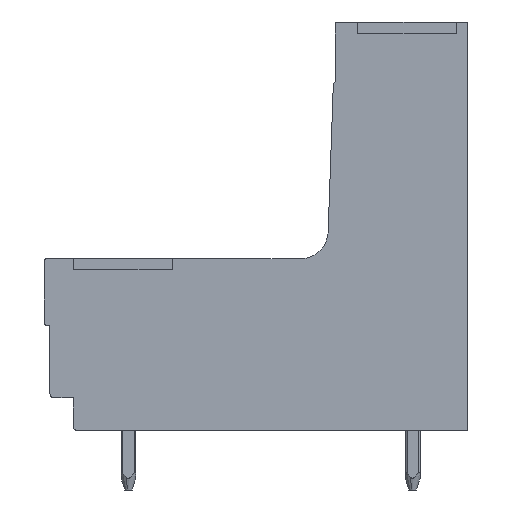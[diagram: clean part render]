
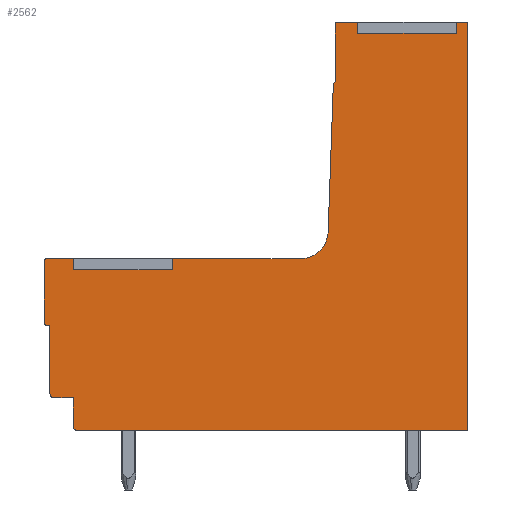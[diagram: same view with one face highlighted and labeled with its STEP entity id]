
A CAD part, left-side view. The second image highlights one B-rep face of the part: STEP entity #2562.
In plain terms, the highlighted planar face has unit normal (-1, 0, 0).
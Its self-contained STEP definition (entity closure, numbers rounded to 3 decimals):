
#2405=AXIS2_PLACEMENT_3D('Plane Axis2P3D',#2402,#2403,#2404) ;
#2416=AXIS2_PLACEMENT_3D('Circle Axis2P3D',#2414,#2415,$) ;
#2430=AXIS2_PLACEMENT_3D('Circle Axis2P3D',#2428,#2429,$) ;
#2444=AXIS2_PLACEMENT_3D('Circle Axis2P3D',#2442,#2443,$) ;
#2463=AXIS2_PLACEMENT_3D('Circle Axis2P3D',#2461,#2462,$) ;
#2477=AXIS2_PLACEMENT_3D('Circle Axis2P3D',#2475,#2476,$) ;
#2498=AXIS2_PLACEMENT_3D('Circle Axis2P3D',#2496,#2497,$) ;
#2519=AXIS2_PLACEMENT_3D('Circle Axis2P3D',#2517,#2518,$) ;
#36=CARTESIAN_POINT('Line Origine',(0.3,5.9,24.8)) ;
#40=CARTESIAN_POINT('Vertex',(0.3,5.9,25.1)) ;
#42=CARTESIAN_POINT('Vertex',(0.3,5.9,24.5)) ;
#76=CARTESIAN_POINT('Line Origine',(0.3,3.25,24.5)) ;
#80=CARTESIAN_POINT('Vertex',(0.3,0.6,24.5)) ;
#135=CARTESIAN_POINT('Vertex',(0.3,0.6,25.1)) ;
#155=CARTESIAN_POINT('Line Origine',(0.3,0.6,24.8)) ;
#172=CARTESIAN_POINT('Line Origine',(0.3,21.14,12.1)) ;
#176=CARTESIAN_POINT('Vertex',(0.3,21.14,12.4)) ;
#178=CARTESIAN_POINT('Vertex',(0.3,21.14,11.8)) ;
#212=CARTESIAN_POINT('Line Origine',(0.3,18.49,11.8)) ;
#216=CARTESIAN_POINT('Vertex',(0.3,15.84,11.8)) ;
#266=CARTESIAN_POINT('Vertex',(0.3,15.84,12.4)) ;
#286=CARTESIAN_POINT('Line Origine',(0.3,15.84,12.1)) ;
#356=CARTESIAN_POINT('Vertex',(0.3,0.,3.2)) ;
#359=CARTESIAN_POINT('Line Origine',(0.3,10.47,3.2)) ;
#363=CARTESIAN_POINT('Vertex',(0.3,20.94,3.2)) ;
#2402=CARTESIAN_POINT('Axis2P3D Location',(0.3,0.,0.)) ;
#2407=CARTESIAN_POINT('Line Origine',(0.3,6.45,25.1)) ;
#2411=CARTESIAN_POINT('Vertex',(0.3,7.,25.1)) ;
#2414=CARTESIAN_POINT('Axis2P3D Location',(0.3,7.,25.)) ;
#2418=CARTESIAN_POINT('Vertex',(0.3,7.1,25.)) ;
#2421=CARTESIAN_POINT('Line Origine',(0.3,7.1,23.45)) ;
#2425=CARTESIAN_POINT('Vertex',(0.3,7.1,21.9)) ;
#2428=CARTESIAN_POINT('Axis2P3D Location',(0.3,6.952,21.694)) ;
#2432=CARTESIAN_POINT('Vertex',(0.3,7.206,21.705)) ;
#2435=CARTESIAN_POINT('Line Origine',(0.3,7.343,17.776)) ;
#2439=CARTESIAN_POINT('Vertex',(0.3,7.48,13.848)) ;
#2442=CARTESIAN_POINT('Axis2P3D Location',(0.3,8.979,13.9)) ;
#2446=CARTESIAN_POINT('Vertex',(0.3,8.979,12.4)) ;
#2449=CARTESIAN_POINT('Line Origine',(0.3,12.41,12.4)) ;
#2454=CARTESIAN_POINT('Line Origine',(0.3,21.87,12.4)) ;
#2458=CARTESIAN_POINT('Vertex',(0.3,22.6,12.4)) ;
#2461=CARTESIAN_POINT('Axis2P3D Location',(0.3,22.6,12.3)) ;
#2465=CARTESIAN_POINT('Vertex',(0.3,22.7,12.3)) ;
#2468=CARTESIAN_POINT('Line Origine',(0.3,22.7,10.65)) ;
#2472=CARTESIAN_POINT('Vertex',(0.3,22.7,9.)) ;
#2475=CARTESIAN_POINT('Axis2P3D Location',(0.3,22.5,9.)) ;
#2479=CARTESIAN_POINT('Vertex',(0.3,22.5,8.8)) ;
#2482=CARTESIAN_POINT('Line Origine',(0.3,22.45,8.8)) ;
#2486=CARTESIAN_POINT('Vertex',(0.3,22.4,8.8)) ;
#2489=CARTESIAN_POINT('Line Origine',(0.3,22.4,6.975)) ;
#2493=CARTESIAN_POINT('Vertex',(0.3,22.4,5.15)) ;
#2496=CARTESIAN_POINT('Axis2P3D Location',(0.3,22.2,5.15)) ;
#2500=CARTESIAN_POINT('Vertex',(0.3,22.2,4.95)) ;
#2503=CARTESIAN_POINT('Line Origine',(0.3,21.67,4.95)) ;
#2507=CARTESIAN_POINT('Vertex',(0.3,21.14,4.95)) ;
#2510=CARTESIAN_POINT('Line Origine',(0.3,21.14,4.175)) ;
#2514=CARTESIAN_POINT('Vertex',(0.3,21.14,3.4)) ;
#2517=CARTESIAN_POINT('Axis2P3D Location',(0.3,20.94,3.4)) ;
#2522=CARTESIAN_POINT('Line Origine',(0.3,0.,14.15)) ;
#2526=CARTESIAN_POINT('Vertex',(0.3,0.,25.1)) ;
#2529=CARTESIAN_POINT('Line Origine',(0.3,0.3,25.1)) ;
#37=DIRECTION('Vector Direction',(0.,0.,1.)) ;
#77=DIRECTION('Vector Direction',(0.,1.,0.)) ;
#156=DIRECTION('Vector Direction',(0.,0.,-1.)) ;
#173=DIRECTION('Vector Direction',(0.,0.,1.)) ;
#213=DIRECTION('Vector Direction',(0.,1.,0.)) ;
#287=DIRECTION('Vector Direction',(0.,0.,-1.)) ;
#360=DIRECTION('Vector Direction',(0.,1.,0.)) ;
#2403=DIRECTION('Axis2P3D Direction',(-1.,0.,0.)) ;
#2404=DIRECTION('Axis2P3D XDirection',(0.,0.,1.)) ;
#2408=DIRECTION('Vector Direction',(0.,-1.,0.)) ;
#2415=DIRECTION('Axis2P3D Direction',(-1.,0.,0.)) ;
#2422=DIRECTION('Vector Direction',(0.,0.,1.)) ;
#2429=DIRECTION('Axis2P3D Direction',(-1.,0.,0.)) ;
#2436=DIRECTION('Vector Direction',(0.,-0.035,0.999)) ;
#2443=DIRECTION('Axis2P3D Direction',(-1.,0.,0.)) ;
#2450=DIRECTION('Vector Direction',(0.,-1.,0.)) ;
#2455=DIRECTION('Vector Direction',(0.,-1.,0.)) ;
#2462=DIRECTION('Axis2P3D Direction',(-1.,0.,0.)) ;
#2469=DIRECTION('Vector Direction',(0.,0.,1.)) ;
#2476=DIRECTION('Axis2P3D Direction',(-1.,0.,0.)) ;
#2483=DIRECTION('Vector Direction',(0.,1.,0.)) ;
#2490=DIRECTION('Vector Direction',(0.,0.,1.)) ;
#2497=DIRECTION('Axis2P3D Direction',(-1.,0.,0.)) ;
#2504=DIRECTION('Vector Direction',(0.,1.,0.)) ;
#2511=DIRECTION('Vector Direction',(0.,0.,1.)) ;
#2518=DIRECTION('Axis2P3D Direction',(-1.,0.,0.)) ;
#2523=DIRECTION('Vector Direction',(0.,0.,-1.)) ;
#2530=DIRECTION('Vector Direction',(0.,-1.,0.)) ;
#38=VECTOR('Line Direction',#37,1.) ;
#78=VECTOR('Line Direction',#77,1.) ;
#157=VECTOR('Line Direction',#156,1.) ;
#174=VECTOR('Line Direction',#173,1.) ;
#214=VECTOR('Line Direction',#213,1.) ;
#288=VECTOR('Line Direction',#287,1.) ;
#361=VECTOR('Line Direction',#360,1.) ;
#2409=VECTOR('Line Direction',#2408,1.) ;
#2423=VECTOR('Line Direction',#2422,1.) ;
#2437=VECTOR('Line Direction',#2436,1.) ;
#2451=VECTOR('Line Direction',#2450,1.) ;
#2456=VECTOR('Line Direction',#2455,1.) ;
#2470=VECTOR('Line Direction',#2469,1.) ;
#2484=VECTOR('Line Direction',#2483,1.) ;
#2491=VECTOR('Line Direction',#2490,1.) ;
#2505=VECTOR('Line Direction',#2504,1.) ;
#2512=VECTOR('Line Direction',#2511,1.) ;
#2524=VECTOR('Line Direction',#2523,1.) ;
#2531=VECTOR('Line Direction',#2530,1.) ;
#2535=ORIENTED_EDGE('',*,*,#2413,.T.) ;
#2536=ORIENTED_EDGE('',*,*,#2420,.T.) ;
#2537=ORIENTED_EDGE('',*,*,#2427,.T.) ;
#2538=ORIENTED_EDGE('',*,*,#2434,.T.) ;
#2539=ORIENTED_EDGE('',*,*,#2441,.T.) ;
#2540=ORIENTED_EDGE('',*,*,#2448,.T.) ;
#2541=ORIENTED_EDGE('',*,*,#2453,.T.) ;
#2542=ORIENTED_EDGE('',*,*,#290,.F.) ;
#2543=ORIENTED_EDGE('',*,*,#218,.F.) ;
#2544=ORIENTED_EDGE('',*,*,#180,.F.) ;
#2545=ORIENTED_EDGE('',*,*,#2460,.T.) ;
#2546=ORIENTED_EDGE('',*,*,#2467,.T.) ;
#2547=ORIENTED_EDGE('',*,*,#2474,.T.) ;
#2548=ORIENTED_EDGE('',*,*,#2481,.T.) ;
#2549=ORIENTED_EDGE('',*,*,#2488,.T.) ;
#2550=ORIENTED_EDGE('',*,*,#2495,.T.) ;
#2551=ORIENTED_EDGE('',*,*,#2502,.T.) ;
#2552=ORIENTED_EDGE('',*,*,#2509,.T.) ;
#2553=ORIENTED_EDGE('',*,*,#2516,.T.) ;
#2554=ORIENTED_EDGE('',*,*,#2521,.T.) ;
#2555=ORIENTED_EDGE('',*,*,#365,.T.) ;
#2556=ORIENTED_EDGE('',*,*,#2528,.T.) ;
#2557=ORIENTED_EDGE('',*,*,#2533,.T.) ;
#2558=ORIENTED_EDGE('',*,*,#159,.F.) ;
#2559=ORIENTED_EDGE('',*,*,#82,.F.) ;
#2560=ORIENTED_EDGE('',*,*,#44,.F.) ;
#2562=ADVANCED_FACE('HOUSING',(#2561),#2406,.T.) ;
#2417=CIRCLE('generated circle',#2416,0.1) ;
#2431=CIRCLE('generated circle',#2430,0.253) ;
#2445=CIRCLE('generated circle',#2444,1.5) ;
#2464=CIRCLE('generated circle',#2463,0.1) ;
#2478=CIRCLE('generated circle',#2477,0.2) ;
#2499=CIRCLE('generated circle',#2498,0.2) ;
#2520=CIRCLE('generated circle',#2519,0.2) ;
#44=EDGE_CURVE('',#41,#43,#39,.F.) ;
#82=EDGE_CURVE('',#43,#81,#79,.F.) ;
#159=EDGE_CURVE('',#81,#136,#158,.F.) ;
#180=EDGE_CURVE('',#177,#179,#175,.F.) ;
#218=EDGE_CURVE('',#179,#217,#215,.F.) ;
#290=EDGE_CURVE('',#217,#267,#289,.F.) ;
#365=EDGE_CURVE('',#364,#357,#362,.F.) ;
#2413=EDGE_CURVE('',#41,#2412,#2410,.F.) ;
#2420=EDGE_CURVE('',#2412,#2419,#2417,.T.) ;
#2427=EDGE_CURVE('',#2419,#2426,#2424,.F.) ;
#2434=EDGE_CURVE('',#2426,#2433,#2431,.T.) ;
#2441=EDGE_CURVE('',#2433,#2440,#2438,.F.) ;
#2448=EDGE_CURVE('',#2440,#2447,#2445,.F.) ;
#2453=EDGE_CURVE('',#2447,#267,#2452,.F.) ;
#2460=EDGE_CURVE('',#177,#2459,#2457,.F.) ;
#2467=EDGE_CURVE('',#2459,#2466,#2464,.T.) ;
#2474=EDGE_CURVE('',#2466,#2473,#2471,.F.) ;
#2481=EDGE_CURVE('',#2473,#2480,#2478,.T.) ;
#2488=EDGE_CURVE('',#2480,#2487,#2485,.F.) ;
#2495=EDGE_CURVE('',#2487,#2494,#2492,.F.) ;
#2502=EDGE_CURVE('',#2494,#2501,#2499,.T.) ;
#2509=EDGE_CURVE('',#2501,#2508,#2506,.F.) ;
#2516=EDGE_CURVE('',#2508,#2515,#2513,.F.) ;
#2521=EDGE_CURVE('',#2515,#364,#2520,.T.) ;
#2528=EDGE_CURVE('',#357,#2527,#2525,.F.) ;
#2533=EDGE_CURVE('',#2527,#136,#2532,.F.) ;
#2534=EDGE_LOOP('',(#2535,#2536,#2537,#2538,#2539,#2540,#2541,#2542,#2543,#2544,#2545,#2546,#2547,#2548,#2549,#2550,#2551,#2552,#2553,#2554,#2555,#2556,#2557,#2558,#2559,#2560)) ;
#2561=FACE_OUTER_BOUND('',#2534,.T.) ;
#39=LINE('Line',#36,#38) ;
#79=LINE('Line',#76,#78) ;
#158=LINE('Line',#155,#157) ;
#175=LINE('Line',#172,#174) ;
#215=LINE('Line',#212,#214) ;
#289=LINE('Line',#286,#288) ;
#362=LINE('Line',#359,#361) ;
#2410=LINE('Line',#2407,#2409) ;
#2424=LINE('Line',#2421,#2423) ;
#2438=LINE('Line',#2435,#2437) ;
#2452=LINE('Line',#2449,#2451) ;
#2457=LINE('Line',#2454,#2456) ;
#2471=LINE('Line',#2468,#2470) ;
#2485=LINE('Line',#2482,#2484) ;
#2492=LINE('Line',#2489,#2491) ;
#2506=LINE('Line',#2503,#2505) ;
#2513=LINE('Line',#2510,#2512) ;
#2525=LINE('Line',#2522,#2524) ;
#2532=LINE('Line',#2529,#2531) ;
#2406=PLANE('',#2405) ;
#41=VERTEX_POINT('',#40) ;
#43=VERTEX_POINT('',#42) ;
#81=VERTEX_POINT('',#80) ;
#136=VERTEX_POINT('',#135) ;
#177=VERTEX_POINT('',#176) ;
#179=VERTEX_POINT('',#178) ;
#217=VERTEX_POINT('',#216) ;
#267=VERTEX_POINT('',#266) ;
#357=VERTEX_POINT('',#356) ;
#364=VERTEX_POINT('',#363) ;
#2412=VERTEX_POINT('',#2411) ;
#2419=VERTEX_POINT('',#2418) ;
#2426=VERTEX_POINT('',#2425) ;
#2433=VERTEX_POINT('',#2432) ;
#2440=VERTEX_POINT('',#2439) ;
#2447=VERTEX_POINT('',#2446) ;
#2459=VERTEX_POINT('',#2458) ;
#2466=VERTEX_POINT('',#2465) ;
#2473=VERTEX_POINT('',#2472) ;
#2480=VERTEX_POINT('',#2479) ;
#2487=VERTEX_POINT('',#2486) ;
#2494=VERTEX_POINT('',#2493) ;
#2501=VERTEX_POINT('',#2500) ;
#2508=VERTEX_POINT('',#2507) ;
#2515=VERTEX_POINT('',#2514) ;
#2527=VERTEX_POINT('',#2526) ;
